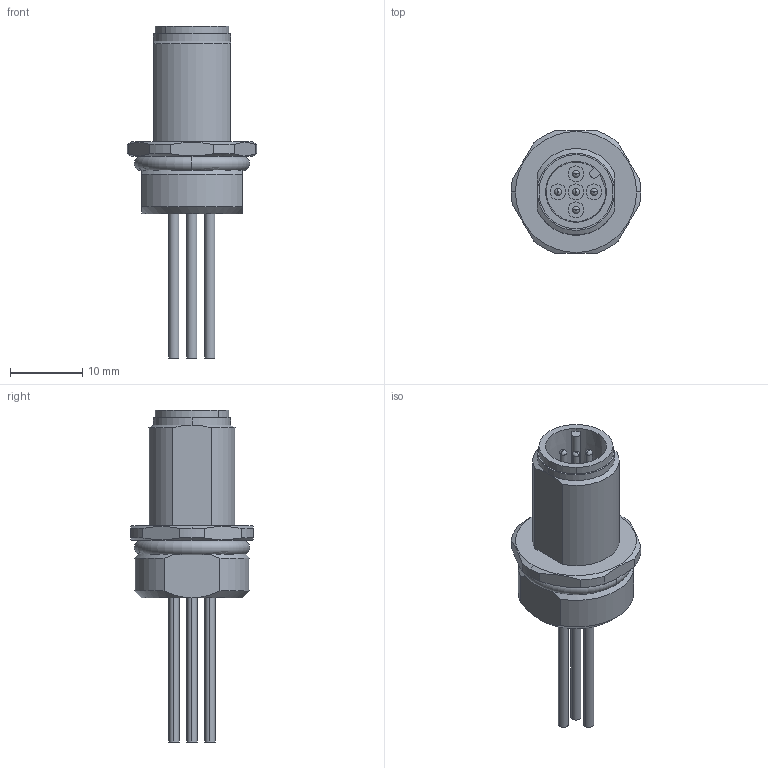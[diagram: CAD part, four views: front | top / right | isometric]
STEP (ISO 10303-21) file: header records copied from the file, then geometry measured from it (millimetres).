
FILE_DESCRIPTION (( 'STEP AP214' ), '1' );
FILE_NAME ('7231-13521-9720100.step', '2016-05-09T19:33:21', ( '' ), ( '' ), 'SwSTEP 2.0', 'SolidWorks 2015', '' );
FILE_SCHEMA (( 'AUTOMOTIVE_DESIGN' ));
Length unit declared in the file: millimetre
Products named in the file (1): 7231-13521-9720100
Bounding box: 18 x 17 x 46.1 mm (x, y, z)
Volume: 3245.2 mm3; surface area: 2494.6 mm2
Topology: 1 solids, 1 shells, 109 faces, 245 edges, 158 vertices
Faces by surface type: cylinder 48, plane 35, cone 14, torus 12
Entity records: 3535 total; most frequent: CARTESIAN_POINT 583, DIRECTION 581, ORIENTED_EDGE 490, AXIS2_PLACEMENT_3D 254, EDGE_CURVE 245, VERTEX_POINT 158, CIRCLE 144, EDGE_LOOP 129
